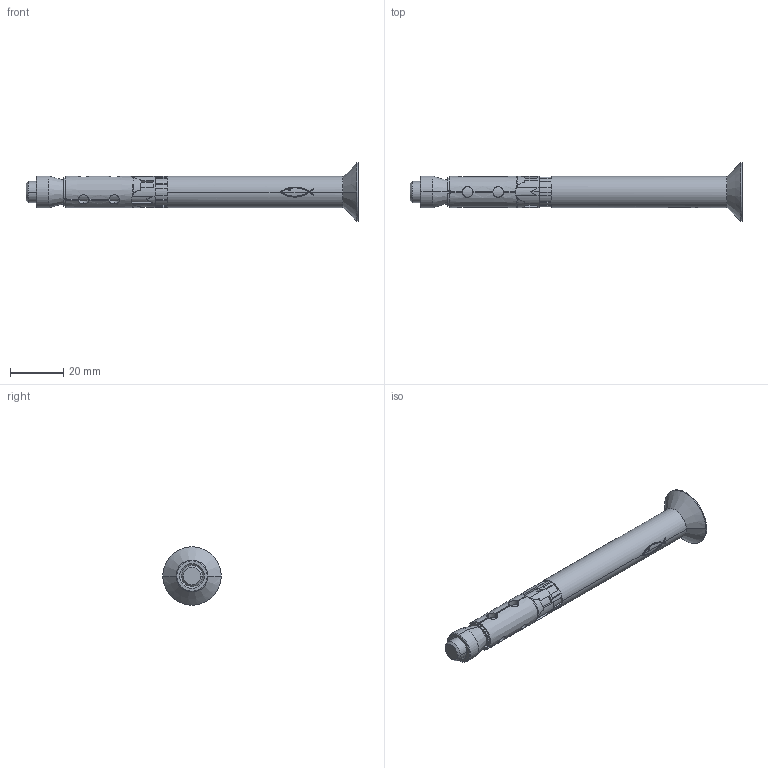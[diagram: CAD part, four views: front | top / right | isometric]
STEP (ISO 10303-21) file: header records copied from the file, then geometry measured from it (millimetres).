
FILE_DESCRIPTION (( 'STEP AP214' ), '1' );
FILE_NAME ('Q5_08-FH12-50.STEP', '2022-02-10T14:15:25', ( '' ), ( '' ), 'SwSTEP 2.0', 'SolidWorks 2019', '' );
FILE_SCHEMA (( 'AUTOMOTIVE_DESIGN' ));
Length unit declared in the file: millimetre
Products named in the file (1): Q5_08-FH12-50
Bounding box: 125 x 22 x 22 mm (x, y, z)
Volume: 13641.1 mm3; surface area: 11706.1 mm2
Topology: 3 solids, 3 shells, 430 faces, 1234 edges, 808 vertices
Faces by surface type: plane 300, cylinder 110, cone 20
Entity records: 20172 total; most frequent: CARTESIAN_POINT 5373, ORIENTED_EDGE 2468, DIRECTION 1819, EDGE_CURVE 1234, VERTEX_POINT 808, AXIS2_PLACEMENT_3D 653, LINE 513, VECTOR 513
